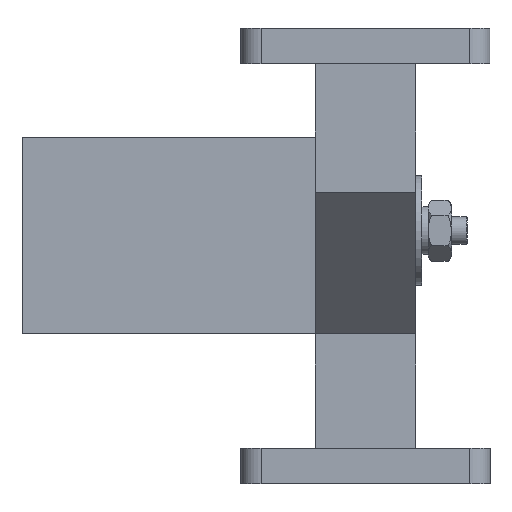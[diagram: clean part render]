
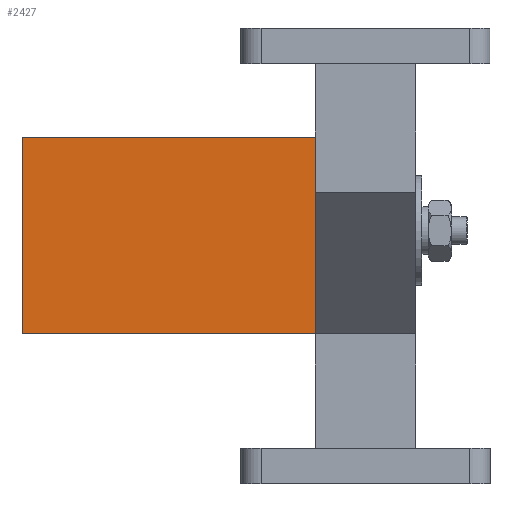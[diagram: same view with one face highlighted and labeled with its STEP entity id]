
A CAD part, left-side view. The second image highlights one B-rep face of the part: STEP entity #2427.
In plain terms, the highlighted planar face has unit normal (-1, 0, 0).
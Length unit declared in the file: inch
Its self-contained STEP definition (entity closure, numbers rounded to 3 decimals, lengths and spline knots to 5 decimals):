
#95 = VECTOR ( 'NONE', #1428, 39.37008 ) ;
#199 = ORIENTED_EDGE ( 'NONE', *, *, #4587, .F. ) ;
#371 = ORIENTED_EDGE ( 'NONE', *, *, #4298, .T. ) ;
#438 = DIRECTION ( 'NONE',  ( 0., -1., 0. ) ) ;
#488 = VECTOR ( 'NONE', #918, 39.37008 ) ;
#743 = LINE ( 'NONE', #3644, #95 ) ;
#861 = ORIENTED_EDGE ( 'NONE', *, *, #2373, .T. ) ;
#877 = DIRECTION ( 'NONE',  ( 1., 0., 0. ) ) ;
#918 = DIRECTION ( 'NONE',  ( 0., 0., 1. ) ) ;
#970 = LINE ( 'NONE', #1686, #488 ) ;
#1046 = DIRECTION ( 'NONE',  ( 0., -1., 0. ) ) ;
#1085 = LINE ( 'NONE', #4312, #1175 ) ;
#1175 = VECTOR ( 'NONE', #1046, 39.37008 ) ;
#1214 = PLANE ( 'NONE',  #4458 ) ;
#1371 = VERTEX_POINT ( 'NONE', #3103 ) ;
#1428 = DIRECTION ( 'NONE',  ( 0., 0., 1. ) ) ;
#1525 = VERTEX_POINT ( 'NONE', #4292 ) ;
#1686 = CARTESIAN_POINT ( 'NONE',  ( -0.38974, 2.67026, 2.69585 ) ) ;
#1889 = CARTESIAN_POINT ( 'NONE',  ( -0.38974, 2.67026, 1.16636 ) ) ;
#2124 = VECTOR ( 'NONE', #438, 39.37008 ) ;
#2341 = DIRECTION ( 'NONE',  ( 0., 0., -1. ) ) ;
#2344 = ORIENTED_EDGE ( 'NONE', *, *, #3036, .F. ) ;
#2373 = EDGE_CURVE ( 'NONE', #2907, #3828, #4051, .T. ) ;
#2427 = ADVANCED_FACE ( 'NONE', ( #4483 ), #1214, .F. ) ;
#2439 = EDGE_LOOP ( 'NONE', ( #371, #2344, #199, #861 ) ) ;
#2480 = CARTESIAN_POINT ( 'NONE',  ( -0.38974, 2.67026, 1.16636 ) ) ;
#2698 = CARTESIAN_POINT ( 'NONE',  ( -0.38974, 2.67026, 2.69585 ) ) ;
#2907 = VERTEX_POINT ( 'NONE', #2480 ) ;
#3036 = EDGE_CURVE ( 'NONE', #1371, #1525, #1085, .T. ) ;
#3103 = CARTESIAN_POINT ( 'NONE',  ( -0.38974, 2.67026, 2.69585 ) ) ;
#3644 = CARTESIAN_POINT ( 'NONE',  ( -0.38974, 0.38974, 2.69585 ) ) ;
#3828 = VERTEX_POINT ( 'NONE', #4325 ) ;
#4051 = LINE ( 'NONE', #1889, #2124 ) ;
#4292 = CARTESIAN_POINT ( 'NONE',  ( -0.38974, 0.38974, 2.69585 ) ) ;
#4298 = EDGE_CURVE ( 'NONE', #3828, #1525, #743, .T. ) ;
#4312 = CARTESIAN_POINT ( 'NONE',  ( -0.38974, 2.67026, 2.69585 ) ) ;
#4325 = CARTESIAN_POINT ( 'NONE',  ( -0.38974, 0.38974, 1.16636 ) ) ;
#4458 = AXIS2_PLACEMENT_3D ( 'NONE', #2698, #877, #2341 ) ;
#4483 = FACE_OUTER_BOUND ( 'NONE', #2439, .T. ) ;
#4587 = EDGE_CURVE ( 'NONE', #2907, #1371, #970, .T. ) ;
